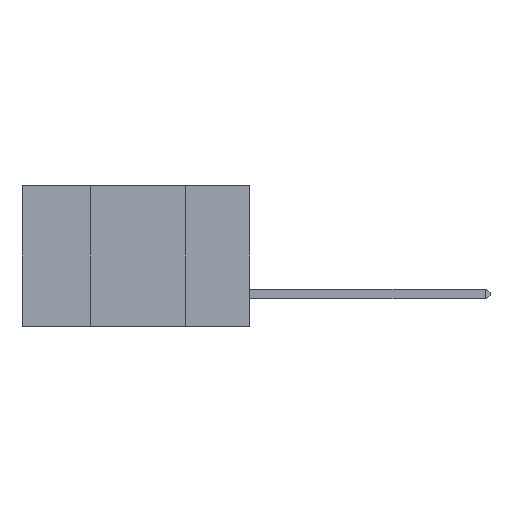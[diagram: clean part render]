
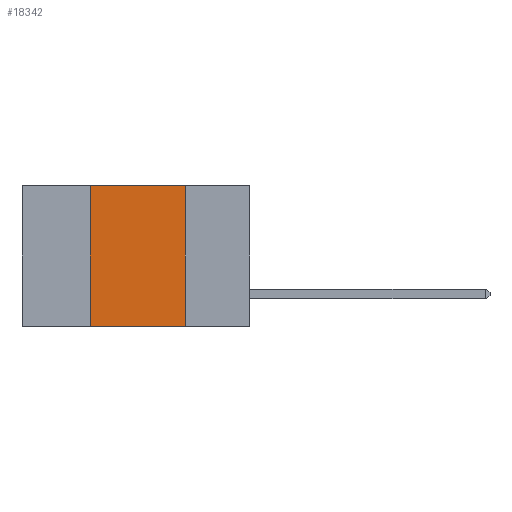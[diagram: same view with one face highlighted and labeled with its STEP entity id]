
A CAD part, left-side view. The second image highlights one B-rep face of the part: STEP entity #18342.
In plain terms, the highlighted planar face has unit normal (-1, 0, 0).
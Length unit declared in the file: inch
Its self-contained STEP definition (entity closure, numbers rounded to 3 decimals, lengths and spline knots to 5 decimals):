
#135 = VECTOR ( 'NONE', #28870, 39.37008 ) ;
#1057 = EDGE_CURVE ( 'NONE', #32579, #3961, #33186, .T. ) ;
#1581 = EDGE_CURVE ( 'NONE', #3961, #11558, #23478, .T. ) ;
#1656 = LINE ( 'NONE', #12300, #16317 ) ;
#2527 = ORIENTED_EDGE ( 'NONE', *, *, #1581, .F. ) ;
#2939 = VECTOR ( 'NONE', #23672, 39.37008 ) ;
#3552 = DIRECTION ( 'NONE',  ( 0., -1., 0. ) ) ;
#3961 = VERTEX_POINT ( 'NONE', #37778 ) ;
#4539 = AXIS2_PLACEMENT_3D ( 'NONE', #9727, #30177, #12700 ) ;
#5916 = ORIENTED_EDGE ( 'NONE', *, *, #23331, .T. ) ;
#6774 = PLANE ( 'NONE',  #4539 ) ;
#8925 = EDGE_CURVE ( 'NONE', #11558, #21532, #35547, .T. ) ;
#9166 = ORIENTED_EDGE ( 'NONE', *, *, #1057, .F. ) ;
#9727 = CARTESIAN_POINT ( 'NONE',  ( 0., 0.6, 0. ) ) ;
#11558 = VERTEX_POINT ( 'NONE', #35623 ) ;
#12272 = VECTOR ( 'NONE', #31876, 39.37008 ) ;
#12300 = CARTESIAN_POINT ( 'NONE',  ( 0., 0.6, -0.37 ) ) ;
#12700 = DIRECTION ( 'NONE',  ( 0., 0., -1. ) ) ;
#15607 = CARTESIAN_POINT ( 'NONE',  ( 0., 0.17, -0.37 ) ) ;
#16317 = VECTOR ( 'NONE', #3552, 39.37008 ) ;
#18342 = ADVANCED_FACE ( 'NONE', ( #32798 ), #6774, .F. ) ;
#20196 = CARTESIAN_POINT ( 'NONE',  ( 0., 0.17, 0. ) ) ;
#20739 = CARTESIAN_POINT ( 'NONE',  ( 0., 0.42, 0. ) ) ;
#21018 = CARTESIAN_POINT ( 'NONE',  ( 0., 0.42, -0.37 ) ) ;
#21532 = VERTEX_POINT ( 'NONE', #15607 ) ;
#23331 = EDGE_CURVE ( 'NONE', #32579, #21532, #1656, .T. ) ;
#23478 = LINE ( 'NONE', #25900, #135 ) ;
#23672 = DIRECTION ( 'NONE',  ( 0., 0., 1. ) ) ;
#24735 = ORIENTED_EDGE ( 'NONE', *, *, #8925, .F. ) ;
#25900 = CARTESIAN_POINT ( 'NONE',  ( 0., 0.6, 0. ) ) ;
#28870 = DIRECTION ( 'NONE',  ( 0., -1., 0. ) ) ;
#30177 = DIRECTION ( 'NONE',  ( 1., 0., 0. ) ) ;
#31876 = DIRECTION ( 'NONE',  ( 0., 0., -1. ) ) ;
#32579 = VERTEX_POINT ( 'NONE', #21018 ) ;
#32798 = FACE_OUTER_BOUND ( 'NONE', #36229, .T. ) ;
#33186 = LINE ( 'NONE', #20739, #2939 ) ;
#35547 = LINE ( 'NONE', #20196, #12272 ) ;
#35623 = CARTESIAN_POINT ( 'NONE',  ( 0., 0.17, 0. ) ) ;
#36229 = EDGE_LOOP ( 'NONE', ( #24735, #2527, #9166, #5916 ) ) ;
#37778 = CARTESIAN_POINT ( 'NONE',  ( 0., 0.42, 0. ) ) ;
